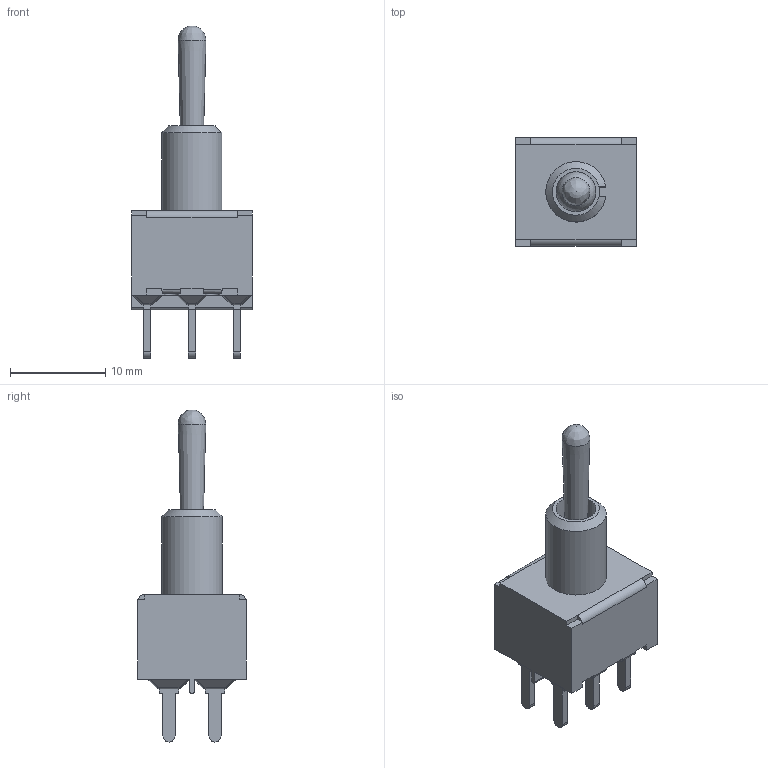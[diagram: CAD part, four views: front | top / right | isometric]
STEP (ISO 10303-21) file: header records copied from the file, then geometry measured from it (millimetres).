
FILE_DESCRIPTION( ( '' ), ' ' );
FILE_NAME( '5aa5e618051e360ee857a7e7.step', '2018-03-12T02:29:44', ( '' ), ( '' ), ' ', ' ', ' ' );
FILE_SCHEMA( ( 'AUTOMOTIVE_DESIGN { 1 0 10303 214 1 1 1 1 }' ) );
Length unit declared in the file: metre
Products named in the file (2): Open CASCADE STEP translator 6.8 1
Bounding box: 12.7 x 11.43 x 34.88 mm (x, y, z)
Volume: 983.4 mm3; surface area: 2075.8 mm2
Topology: 2 solids, 3 shells, 349 faces, 882 edges, 555 vertices
Faces by surface type: plane 252, cylinder 68, sphere 25, cone 3, bspline 1
Full cylindrical faces by diameter (mm): 1.65 x1, 4.2 x1
Entity records: 17468 total; most frequent: CARTESIAN_POINT 1812, ORIENTED_EDGE 1750, DIRECTION 1740, STYLED_ITEM 1224, PRESENTATION_STYLE_ASSIGNMENT 1224, COLOUR_RGB 1224, EDGE_CURVE 875, CURVE_STYLE 875
